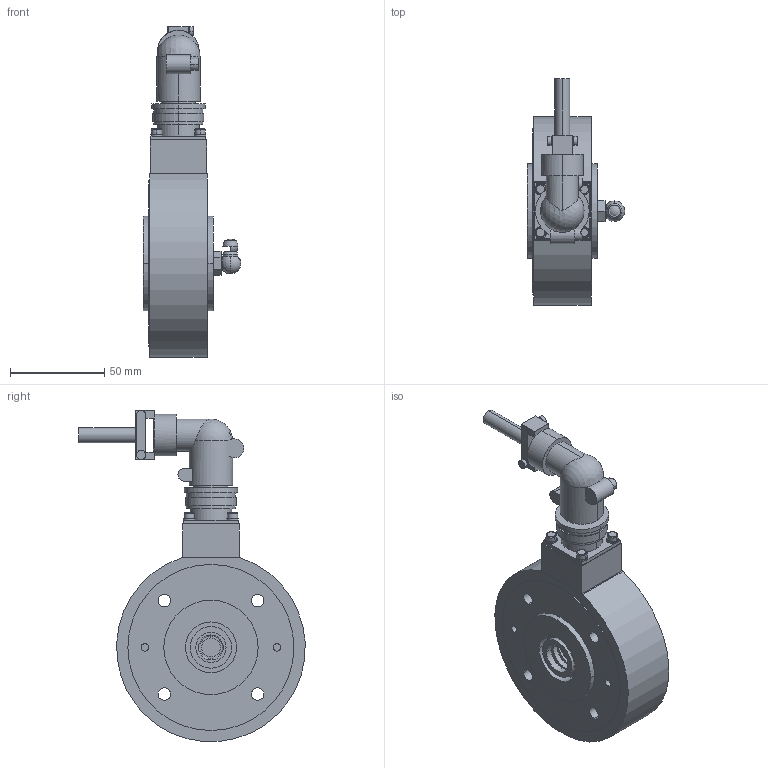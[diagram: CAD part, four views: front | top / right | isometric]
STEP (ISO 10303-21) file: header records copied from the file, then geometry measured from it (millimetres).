
FILE_DESCRIPTION((''),'2;1');
FILE_NAME('50229.stp','2007-09-21T16:21:37',(''),(''),'Mechanical Desktop 2007','Mechanical Desktop 2007',', , ');
FILE_SCHEMA(('CONFIG_CONTROL_DESIGN'));
Length unit declared in the file: millimetre
Products named in the file (30): ZEICHNUNG7; L50229; L4866604; TEIL1; L48891; TEIL1AAA; L49008; TEIL1AAAA; L49026; TEIL1AAAAA; I-6KT_SCHRAUBE_M3X25; I-6KT_SCHRAUBE_M3X25A; FEDERRING_M3A; FEDERRING_M3; L4340301; TEIL1A; I-6KT_SCHRAUBE_M5X25_NKA; I-6KT_SCHRAUBE_M5X25_NK; V_RING_V16AA; V_RING_V16A; PENDELKUGELLAGER_1201TV; PENDELKUGELLAGER_1201TVA; SICHERUNGSRINGV_J32A; SICHERUNGSRINGV_J32; SCHMIERNIPPEL_M10_A3; SCHMIERNIPPEL_M10_A3A; FLANSCHDOSE_WINKEL_AMPH_4-POLIG; TEIL1AA; RM_SDB; RM_SDBA
Assembly tree (41 placements, depth 4):
  ZEICHNUNG7
    L50229
      L4866604
        TEIL1
      L48891
        TEIL1AAA
      L49008
        TEIL1AAAA
      L49026
        TEIL1AAAAA
      I-6KT_SCHRAUBE_M3X25  x4
        I-6KT_SCHRAUBE_M3X25A
      FEDERRING_M3A  x4
        FEDERRING_M3
      L4340301  x2
        TEIL1A
      I-6KT_SCHRAUBE_M5X25_NKA  x2
        I-6KT_SCHRAUBE_M5X25_NK
      V_RING_V16AA
        V_RING_V16A
      PENDELKUGELLAGER_1201TV
        PENDELKUGELLAGER_1201TVA
      SICHERUNGSRINGV_J32A
        SICHERUNGSRINGV_J32
      SCHMIERNIPPEL_M10_A3
        SCHMIERNIPPEL_M10_A3A
      FLANSCHDOSE_WINKEL_AMPH_4-POLIG
        TEIL1AA
      RM_SDB  x3
    RM_SDBA  x3
Bounding box: 51.66 x 119.92 x 175.32 mm (x, y, z)
Volume: 275900.7 mm3; surface area: 99652.9 mm2
Topology: 21 solids, 21 shells, 411 faces, 1005 edges, 661 vertices
Faces by surface type: cylinder 227, plane 133, cone 22, torus 20, sphere 5, bspline 4
Entity records: 11653 total; most frequent: CARTESIAN_POINT 2387, DIRECTION 2003, ORIENTED_EDGE 1598, AXIS2_PLACEMENT_3D 841, EDGE_CURVE 799, VERTEX_POINT 531, CIRCLE 451, EDGE_LOOP 446
